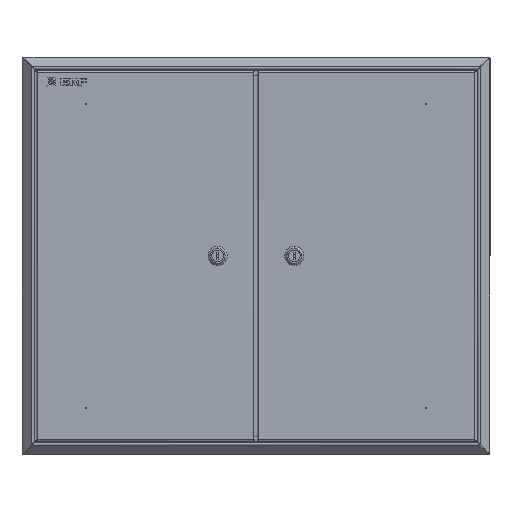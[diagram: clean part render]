
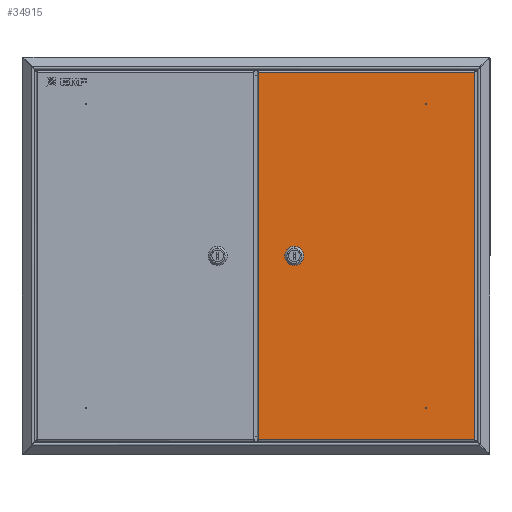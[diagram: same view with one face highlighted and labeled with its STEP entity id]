
A CAD part, top view. The second image highlights one B-rep face of the part: STEP entity #34915.
In plain terms, the highlighted planar face has unit normal (0, 0, 1).
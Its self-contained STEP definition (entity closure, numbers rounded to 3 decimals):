
#235 = CARTESIAN_POINT ( 'NONE',  ( 263.403, 445.56, 0. ) ) ;
#420 = DIRECTION ( 'NONE',  ( 0., 0., -1. ) ) ;
#709 = ORIENTED_EDGE ( 'NONE', *, *, #10341, .T. ) ;
#755 = CARTESIAN_POINT ( 'NONE',  ( 1.7, 446.383, 0. ) ) ;
#1264 = CARTESIAN_POINT ( 'NONE',  ( 262.58, 445.56, 0. ) ) ;
#1289 = VECTOR ( 'NONE', #19299, 1000. ) ;
#1299 = EDGE_CURVE ( 'NONE', #31682, #24783, #5945, .T. ) ;
#1438 = ORIENTED_EDGE ( 'NONE', *, *, #15746, .T. ) ;
#1491 = CARTESIAN_POINT ( 'NONE',  ( 1.7, 1.7, 0. ) ) ;
#1870 = CIRCLE ( 'NONE', #10906, 0.5 ) ;
#1989 = DIRECTION ( 'NONE',  ( 0., 0., -1. ) ) ;
#2489 = LINE ( 'NONE', #6016, #29907 ) ;
#2490 = DIRECTION ( 'NONE',  ( 0., 1., 0. ) ) ;
#2610 = ORIENTED_EDGE ( 'NONE', *, *, #3889, .T. ) ;
#3784 = ORIENTED_EDGE ( 'NONE', *, *, #1299, .T. ) ;
#3889 = EDGE_CURVE ( 'NONE', #28363, #17455, #1870, .T. ) ;
#5269 = ORIENTED_EDGE ( 'NONE', *, *, #10451, .F. ) ;
#5698 = CARTESIAN_POINT ( 'NONE',  ( 204.28, 407.26, 0. ) ) ;
#5945 = LINE ( 'NONE', #9984, #34191 ) ;
#6016 = CARTESIAN_POINT ( 'NONE',  ( 36.5, 227.279, 0. ) ) ;
#6023 = CIRCLE ( 'NONE', #32643, 9.25 ) ;
#6727 = DIRECTION ( 'NONE',  ( 0., 0., 1. ) ) ;
#6903 = ORIENTED_EDGE ( 'NONE', *, *, #22550, .T. ) ;
#7371 = CARTESIAN_POINT ( 'NONE',  ( 0.877, 1.7, 0. ) ) ;
#7694 = VERTEX_POINT ( 'NONE', #32257 ) ;
#8146 = VERTEX_POINT ( 'NONE', #25491 ) ;
#8385 = LINE ( 'NONE', #7371, #14708 ) ;
#8480 = DIRECTION ( 'NONE',  ( 1., 0., 0. ) ) ;
#8569 = FACE_BOUND ( 'NONE', #13024, .T. ) ;
#8580 = DIRECTION ( 'NONE',  ( 0., 0., 1. ) ) ;
#8704 = VERTEX_POINT ( 'NONE', #16419 ) ;
#8995 = ORIENTED_EDGE ( 'NONE', *, *, #25142, .T. ) ;
#9422 = FACE_BOUND ( 'NONE', #12091, .T. ) ;
#9841 = CARTESIAN_POINT ( 'NONE',  ( 53.5, 219.981, 0. ) ) ;
#9984 = CARTESIAN_POINT ( 'NONE',  ( 262.58, 0.877, 0. ) ) ;
#10132 = ORIENTED_EDGE ( 'NONE', *, *, #19112, .F. ) ;
#10323 = LINE ( 'NONE', #27285, #32144 ) ;
#10341 = EDGE_CURVE ( 'NONE', #35392, #19822, #13937, .T. ) ;
#10451 = EDGE_CURVE ( 'NONE', #7694, #8704, #16042, .T. ) ;
#10906 = AXIS2_PLACEMENT_3D ( 'NONE', #22600, #15011, #23534 ) ;
#11593 = AXIS2_PLACEMENT_3D ( 'NONE', #16787, #420, #19505 ) ;
#11928 = CIRCLE ( 'NONE', #11593, 0.5 ) ;
#12091 = EDGE_LOOP ( 'NONE', ( #23403, #5269, #10132, #25562 ) ) ;
#13024 = EDGE_LOOP ( 'NONE', ( #1438, #31497 ) ) ;
#13781 = DIRECTION ( 'NONE',  ( 0., 0., -1. ) ) ;
#13937 = LINE ( 'NONE', #755, #27689 ) ;
#14400 = CARTESIAN_POINT ( 'NONE',  ( 36.5, 219.981, 0. ) ) ;
#14708 = VECTOR ( 'NONE', #23712, 1000. ) ;
#15011 = DIRECTION ( 'NONE',  ( 0., 0., -1. ) ) ;
#15271 = AXIS2_PLACEMENT_3D ( 'NONE', #23076, #6727, #25864 ) ;
#15746 = EDGE_CURVE ( 'NONE', #8146, #16328, #11928, .T. ) ;
#16042 = CIRCLE ( 'NONE', #15271, 9.25 ) ;
#16328 = VERTEX_POINT ( 'NONE', #27934 ) ;
#16419 = CARTESIAN_POINT ( 'NONE',  ( 36.5, 227.279, 0. ) ) ;
#16618 = VERTEX_POINT ( 'NONE', #9841 ) ;
#16650 = AXIS2_PLACEMENT_3D ( 'NONE', #5698, #24827, #8480 ) ;
#16787 = CARTESIAN_POINT ( 'NONE',  ( 204.28, 407.26, 0. ) ) ;
#17455 = VERTEX_POINT ( 'NONE', #27295 ) ;
#17707 = CARTESIAN_POINT ( 'NONE',  ( 1.7, 445.56, 0. ) ) ;
#18320 = CARTESIAN_POINT ( 'NONE',  ( 0., 0., 0. ) ) ;
#19112 = EDGE_CURVE ( 'NONE', #16618, #7694, #10323, .T. ) ;
#19166 = EDGE_CURVE ( 'NONE', #24783, #35392, #23092, .T. ) ;
#19286 = VERTEX_POINT ( 'NONE', #14400 ) ;
#19299 = DIRECTION ( 'NONE',  ( -1., 0., 0. ) ) ;
#19505 = DIRECTION ( 'NONE',  ( 1., 0., 0. ) ) ;
#19822 = VERTEX_POINT ( 'NONE', #1491 ) ;
#19835 = DIRECTION ( 'NONE',  ( 0., -1., 0. ) ) ;
#20546 = EDGE_LOOP ( 'NONE', ( #709, #6903, #3784, #31329 ) ) ;
#21075 = DIRECTION ( 'NONE',  ( -1., 0., 0. ) ) ;
#22191 = FACE_OUTER_BOUND ( 'NONE', #20546, .T. ) ;
#22361 = DIRECTION ( 'NONE',  ( 0., -1., 0. ) ) ;
#22550 = EDGE_CURVE ( 'NONE', #19822, #31682, #8385, .T. ) ;
#22600 = CARTESIAN_POINT ( 'NONE',  ( 204.28, 40., 0. ) ) ;
#23076 = CARTESIAN_POINT ( 'NONE',  ( 45., 223.63, 0. ) ) ;
#23092 = LINE ( 'NONE', #235, #1289 ) ;
#23403 = ORIENTED_EDGE ( 'NONE', *, *, #28418, .F. ) ;
#23534 = DIRECTION ( 'NONE',  ( -1., 0., 0. ) ) ;
#23712 = DIRECTION ( 'NONE',  ( 1., 0., 0. ) ) ;
#24558 = CARTESIAN_POINT ( 'NONE',  ( 204.78, 40., 0. ) ) ;
#24783 = VERTEX_POINT ( 'NONE', #1264 ) ;
#24827 = DIRECTION ( 'NONE',  ( 0., 0., -1. ) ) ;
#24933 = CARTESIAN_POINT ( 'NONE',  ( 45., 223.63, 0. ) ) ;
#25142 = EDGE_CURVE ( 'NONE', #17455, #28363, #30573, .T. ) ;
#25252 = AXIS2_PLACEMENT_3D ( 'NONE', #30228, #13781, #32999 ) ;
#25328 = EDGE_LOOP ( 'NONE', ( #8995, #2610 ) ) ;
#25491 = CARTESIAN_POINT ( 'NONE',  ( 203.78, 407.26, 0. ) ) ;
#25562 = ORIENTED_EDGE ( 'NONE', *, *, #33450, .F. ) ;
#25864 = DIRECTION ( 'NONE',  ( 1., 0., 0. ) ) ;
#27285 = CARTESIAN_POINT ( 'NONE',  ( 53.5, 227.279, 0. ) ) ;
#27295 = CARTESIAN_POINT ( 'NONE',  ( 203.78, 40., 0. ) ) ;
#27689 = VECTOR ( 'NONE', #19835, 1000. ) ;
#27702 = DIRECTION ( 'NONE',  ( 1., 0., 0. ) ) ;
#27934 = CARTESIAN_POINT ( 'NONE',  ( 204.78, 407.26, 0. ) ) ;
#28363 = VERTEX_POINT ( 'NONE', #24558 ) ;
#28418 = EDGE_CURVE ( 'NONE', #8704, #19286, #2489, .T. ) ;
#28563 = CIRCLE ( 'NONE', #16650, 0.5 ) ;
#29286 = EDGE_CURVE ( 'NONE', #16328, #8146, #28563, .T. ) ;
#29907 = VECTOR ( 'NONE', #22361, 1000. ) ;
#30228 = CARTESIAN_POINT ( 'NONE',  ( 204.28, 40., 0. ) ) ;
#30366 = FACE_BOUND ( 'NONE', #25328, .T. ) ;
#30573 = CIRCLE ( 'NONE', #25252, 0.5 ) ;
#31329 = ORIENTED_EDGE ( 'NONE', *, *, #19166, .T. ) ;
#31497 = ORIENTED_EDGE ( 'NONE', *, *, #29286, .T. ) ;
#31682 = VERTEX_POINT ( 'NONE', #31839 ) ;
#31839 = CARTESIAN_POINT ( 'NONE',  ( 262.58, 1.7, 0. ) ) ;
#32144 = VECTOR ( 'NONE', #32815, 1000. ) ;
#32257 = CARTESIAN_POINT ( 'NONE',  ( 53.5, 227.279, 0. ) ) ;
#32643 = AXIS2_PLACEMENT_3D ( 'NONE', #24933, #8580, #27702 ) ;
#32815 = DIRECTION ( 'NONE',  ( 0., 1., 0. ) ) ;
#32999 = DIRECTION ( 'NONE',  ( -1., 0., 0. ) ) ;
#33450 = EDGE_CURVE ( 'NONE', #19286, #16618, #6023, .T. ) ;
#34191 = VECTOR ( 'NONE', #2490, 1000. ) ;
#34465 = AXIS2_PLACEMENT_3D ( 'NONE', #18320, #1989, #21075 ) ;
#34791 = PLANE ( 'NONE',  #34465 ) ;
#34915 = ADVANCED_FACE ( 'NONE', ( #8569, #30366, #9422, #22191 ), #34791, .F. ) ;
#35392 = VERTEX_POINT ( 'NONE', #17707 ) ;
